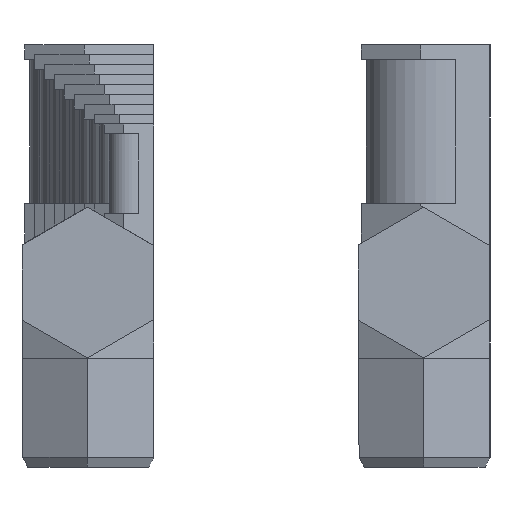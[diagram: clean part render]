
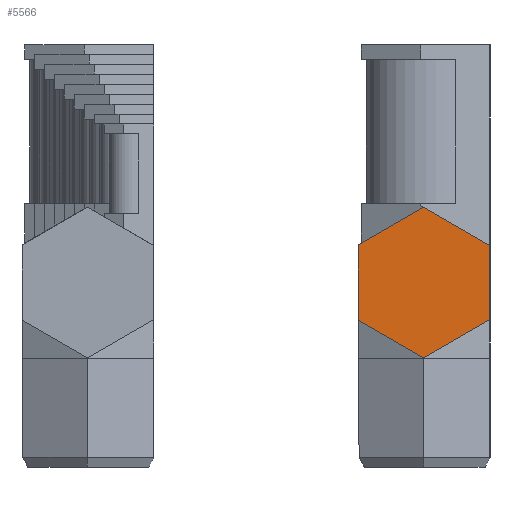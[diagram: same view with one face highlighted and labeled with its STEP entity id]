
A CAD part, left-side view. The second image highlights one B-rep face of the part: STEP entity #5566.
In plain terms, the highlighted planar face has unit normal (-1, 0, 0).
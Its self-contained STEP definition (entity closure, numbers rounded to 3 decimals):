
#288=FACE_OUTER_BOUND('',#569,.T.);
#569=EDGE_LOOP('',(#4930,#4931,#4932,#4933,#4934,#4935));
#1086=LINE('',#8338,#1848);
#1122=LINE('',#8414,#1884);
#1154=LINE('',#8477,#1916);
#1301=LINE('',#8788,#2063);
#1305=LINE('',#8795,#2067);
#1308=LINE('',#8799,#2070);
#1848=VECTOR('',#6798,10.);
#1884=VECTOR('',#6866,10.);
#1916=VECTOR('',#6900,10.);
#2063=VECTOR('',#7193,10.);
#2067=VECTOR('',#7201,10.);
#2070=VECTOR('',#7206,10.);
#2493=VERTEX_POINT('',#8335);
#2494=VERTEX_POINT('',#8337);
#2517=VERTEX_POINT('',#8411);
#2518=VERTEX_POINT('',#8413);
#2639=VERTEX_POINT('',#8787);
#2640=VERTEX_POINT('',#8794);
#3178=EDGE_CURVE('',#2494,#2493,#1086,.T.);
#3216=EDGE_CURVE('',#2518,#2517,#1122,.T.);
#3248=EDGE_CURVE('',#2517,#2494,#1154,.T.);
#3403=EDGE_CURVE('',#2639,#2518,#1301,.T.);
#3407=EDGE_CURVE('',#2640,#2639,#1305,.T.);
#3410=EDGE_CURVE('',#2493,#2640,#1308,.T.);
#4930=ORIENTED_EDGE('',*,*,#3216,.T.);
#4931=ORIENTED_EDGE('',*,*,#3248,.T.);
#4932=ORIENTED_EDGE('',*,*,#3178,.T.);
#4933=ORIENTED_EDGE('',*,*,#3410,.T.);
#4934=ORIENTED_EDGE('',*,*,#3407,.T.);
#4935=ORIENTED_EDGE('',*,*,#3403,.T.);
#5285=PLANE('',#5893);
#5566=ADVANCED_FACE('',(#288),#5285,.T.);
#5893=AXIS2_PLACEMENT_3D('',#8802,#7210,#7211);
#6798=DIRECTION('',(0.,0.866,-0.5));
#6866=DIRECTION('',(0.,0.,1.));
#6900=DIRECTION('',(0.,0.866,0.5));
#7193=DIRECTION('',(0.,-0.866,0.5));
#7201=DIRECTION('',(0.,-0.866,-0.5));
#7206=DIRECTION('',(0.,0.,-1.));
#7210=DIRECTION('center_axis',(-1.,0.,0.));
#7211=DIRECTION('ref_axis',(0.,0.,1.));
#8335=CARTESIAN_POINT('',(-202.082,-204.433,22.443));
#8337=CARTESIAN_POINT('',(-202.082,-211.021,26.246));
#8338=CARTESIAN_POINT('',(-202.082,-204.433,22.443));
#8411=CARTESIAN_POINT('',(-202.082,-217.721,22.378));
#8413=CARTESIAN_POINT('',(-202.082,-217.721,14.9));
#8414=CARTESIAN_POINT('',(-202.082,-217.721,22.378));
#8477=CARTESIAN_POINT('',(-202.082,-211.021,26.246));
#8787=CARTESIAN_POINT('',(-202.082,-211.021,11.032));
#8788=CARTESIAN_POINT('',(-202.082,-217.721,14.9));
#8794=CARTESIAN_POINT('',(-202.082,-204.433,14.835));
#8795=CARTESIAN_POINT('',(-202.082,-211.021,11.032));
#8799=CARTESIAN_POINT('',(-202.082,-204.433,14.835));
#8802=CARTESIAN_POINT('Origin',(-202.082,-211.077,18.639));
